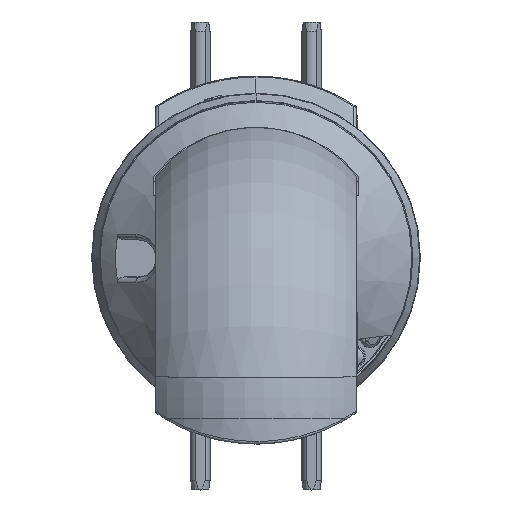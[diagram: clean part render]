
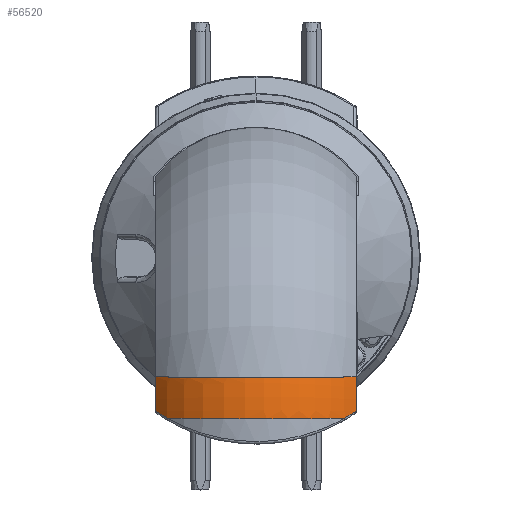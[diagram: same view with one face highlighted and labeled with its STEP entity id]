
A CAD part, front view. The second image highlights one B-rep face of the part: STEP entity #56520.
In plain terms, the highlighted toroidal (fillet/blend) face has major radius 67 mm and minor radius 53 mm.
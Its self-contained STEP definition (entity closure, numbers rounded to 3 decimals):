
#2572 = CARTESIAN_POINT ( 'NONE',  ( 38.445, 103.56, 16.049 ) ) ;
#4462 = CARTESIAN_POINT ( 'NONE',  ( -36.166, 104.38, 0. ) ) ;
#5040 = CARTESIAN_POINT ( 'NONE',  ( -9.913, 117.883, 0. ) ) ;
#5605 = CARTESIAN_POINT ( 'NONE',  ( 16.646, 116.09, 0. ) ) ;
#6180 = CARTESIAN_POINT ( 'NONE',  ( 41.5, 98.51, 0. ) ) ;
#8824 = EDGE_CURVE ( 'NONE', #18286, #64776, #136574, .T. ) ;
#15986 = ORIENTED_EDGE ( 'NONE', *, *, #55189, .T. ) ;
#16947 = DIRECTION ( 'NONE',  ( 0., 0., -1. ) ) ;
#17877 = CARTESIAN_POINT ( 'NONE',  ( -33.927, 106.381, 0. ) ) ;
#18286 = VERTEX_POINT ( 'NONE', #77889 ) ;
#18450 = CARTESIAN_POINT ( 'NONE',  ( -4.997, 118.561, 0. ) ) ;
#19030 = CARTESIAN_POINT ( 'NONE',  ( 21.318, 114.307, 0. ) ) ;
#26362 = EDGE_CURVE ( 'NONE', #64776, #87159, #121430, .T. ) ;
#27807 = EDGE_CURVE ( 'NONE', #114747, #43606, #115495, .T. ) ;
#29006 = AXIS2_PLACEMENT_3D ( 'NONE', #120591, #41147, #54437 ) ;
#29354 = CARTESIAN_POINT ( 'NONE',  ( 40.033, 101.799, 15.083 ) ) ;
#31239 = CARTESIAN_POINT ( 'NONE',  ( -29.97, 109.445, 0. ) ) ;
#31757 = VERTEX_POINT ( 'NONE', #86902 ) ;
#31794 = CARTESIAN_POINT ( 'NONE',  ( -2.009, 118.761, 0. ) ) ;
#32366 = CARTESIAN_POINT ( 'NONE',  ( 26.614, 111.589, 0. ) ) ;
#36553 = CIRCLE ( 'NONE', #165983, 99.966 ) ;
#41147 = DIRECTION ( 'NONE',  ( 1., 0., 0. ) ) ;
#42047 = DIRECTION ( 'NONE',  ( 1., 0., 0. ) ) ;
#43606 = VERTEX_POINT ( 'NONE', #50914 ) ;
#44624 = CARTESIAN_POINT ( 'NONE',  ( -24.896, 112.554, 0. ) ) ;
#45181 = CARTESIAN_POINT ( 'NONE',  ( 2.009, 118.79, 0. ) ) ;
#45753 = CARTESIAN_POINT ( 'NONE',  ( 29.953, 109.423, 0. ) ) ;
#45898 = EDGE_CURVE ( 'NONE', #43606, #31757, #83719, .T. ) ;
#50002 = AXIS2_PLACEMENT_3D ( 'NONE', #153910, #74347, #167237 ) ;
#50908 = CARTESIAN_POINT ( 'NONE',  ( -41.5, 99.925, 14.124 ) ) ;
#50914 = CARTESIAN_POINT ( 'NONE',  ( 41.5, 98.51, 0. ) ) ;
#54218 = ORIENTED_EDGE ( 'NONE', *, *, #26362, .T. ) ;
#54437 = DIRECTION ( 'NONE',  ( 0., 0., -1. ) ) ;
#54592 = CARTESIAN_POINT ( 'NONE',  ( 36.727, 105.212, 17. ) ) ;
#55189 = EDGE_CURVE ( 'NONE', #87159, #31757, #77713, .T. ) ;
#56520 = ADVANCED_FACE ( 'NONE', ( #123864 ), #61608, .T. ) ;
#57974 = CARTESIAN_POINT ( 'NONE',  ( -21.313, 114.278, 0. ) ) ;
#58546 = CARTESIAN_POINT ( 'NONE',  ( 7.944, 118.223, 0. ) ) ;
#59097 = CARTESIAN_POINT ( 'NONE',  ( 32.376, 107.64, 0. ) ) ;
#61608 = TOROIDAL_SURFACE ( 'NONE', #29006, 67., 53. ) ;
#64776 = VERTEX_POINT ( 'NONE', #141351 ) ;
#71287 = CARTESIAN_POINT ( 'NONE',  ( -18.536, 115.418, 0. ) ) ;
#71851 = CARTESIAN_POINT ( 'NONE',  ( 12.804, 117.213, 0. ) ) ;
#72416 = CARTESIAN_POINT ( 'NONE',  ( 36.184, 104.402, 0. ) ) ;
#74347 = DIRECTION ( 'NONE',  ( 1., 0., 0. ) ) ;
#77713 = B_SPLINE_CURVE_WITH_KNOTS ( 'NONE', 3,
 ( #95585, #2572, #29354, #122213 ),
 .UNSPECIFIED., .F., .F.,
 ( 4, 4 ),
 ( 0., 0.008 ),
 .UNSPECIFIED. ) ;
#77889 = CARTESIAN_POINT ( 'NONE',  ( -41.5, 99.925, 14.124 ) ) ;
#79326 = CARTESIAN_POINT ( 'NONE',  ( -40.033, 101.799, 15.083 ) ) ;
#83490 = CARTESIAN_POINT ( 'NONE',  ( -41.5, 98.51, 0. ) ) ;
#83719 = CIRCLE ( 'NONE', #50002, 99.966 ) ;
#84055 = CARTESIAN_POINT ( 'NONE',  ( -36.883, 103.689, 0. ) ) ;
#84645 = CARTESIAN_POINT ( 'NONE',  ( -13.782, 116.987, 0. ) ) ;
#85202 = CARTESIAN_POINT ( 'NONE',  ( 15.688, 116.4, 0. ) ) ;
#85411 = ORIENTED_EDGE ( 'NONE', *, *, #45898, .F. ) ;
#85765 = CARTESIAN_POINT ( 'NONE',  ( 40.274, 100.077, 0. ) ) ;
#86902 = CARTESIAN_POINT ( 'NONE',  ( 41.5, 99.925, 14.124 ) ) ;
#87159 = VERTEX_POINT ( 'NONE', #54592 ) ;
#92694 = CARTESIAN_POINT ( 'NONE',  ( -36.727, 105.212, 17. ) ) ;
#95585 = CARTESIAN_POINT ( 'NONE',  ( 36.727, 105.212, 17. ) ) ;
#96551 = CARTESIAN_POINT ( 'NONE',  ( 0., 67., 17. ) ) ;
#97466 = CARTESIAN_POINT ( 'NONE',  ( -34.689, 105.725, 0. ) ) ;
#98019 = CARTESIAN_POINT ( 'NONE',  ( -7.959, 118.221, 0. ) ) ;
#98606 = CARTESIAN_POINT ( 'NONE',  ( 19.482, 115.081, 0. ) ) ;
#109848 = DIRECTION ( 'NONE',  ( -1., 0., 0. ) ) ;
#110778 = CARTESIAN_POINT ( 'NONE',  ( -31.587, 108.279, 0. ) ) ;
#111355 = CARTESIAN_POINT ( 'NONE',  ( -4.005, 118.646, 0. ) ) ;
#111929 = CARTESIAN_POINT ( 'NONE',  ( 24.884, 112.56, 0. ) ) ;
#114747 = VERTEX_POINT ( 'NONE', #162379 ) ;
#115495 = B_SPLINE_CURVE_WITH_KNOTS ( 'NONE', 3,
 ( #83490, #136889, #163590, #84055, #4462, #97466, #17877, #110778, #31239, #124081, #44624, #137465, #57974, #150868, #71287, #164150, #84645, #5040, #98019, #18450, #111355, #31794, #124632, #45181, #138035, #58546, #151426, #71851, #164730, #85202, #5605, #98606, #19030, #111929, #32366, #125219, #45753, #138605, #59097, #151978, #72416, #165276, #85765, #6180 ),
 .UNSPECIFIED., .F., .F.,
 ( 4, 2, 2, 2, 2, 2, 2, 2, 2, 2, 2, 2, 2, 2, 2, 2, 2, 2, 2, 2, 2, 4 ),
 ( 0.431, 0.437, 0.44, 0.443, 0.449, 0.455, 0.457, 0.46, 0.466, 0.472, 0.475, 0.478, 0.484, 0.49, 0.493, 0.496, 0.502, 0.507, 0.51, 0.513, 0.519, 0.525 ),
 .UNSPECIFIED. ) ;
#120591 = CARTESIAN_POINT ( 'NONE',  ( 0., 0., 17. ) ) ;
#121430 = CIRCLE ( 'NONE', #133677, 53. ) ;
#121477 = CARTESIAN_POINT ( 'NONE',  ( -41.5, 0., 17. ) ) ;
#122213 = CARTESIAN_POINT ( 'NONE',  ( 41.5, 99.925, 14.124 ) ) ;
#123864 = FACE_OUTER_BOUND ( 'NONE', #125629, .T. ) ;
#124081 = CARTESIAN_POINT ( 'NONE',  ( -26.624, 111.583, 0. ) ) ;
#124632 = CARTESIAN_POINT ( 'NONE',  ( -1.004, 118.79, 0. ) ) ;
#125219 = CARTESIAN_POINT ( 'NONE',  ( 29.129, 109.983, 0. ) ) ;
#125629 = EDGE_LOOP ( 'NONE', ( #141901, #155954, #54218, #15986, #85411, #138553 ) ) ;
#133677 = AXIS2_PLACEMENT_3D ( 'NONE', #96551, #16947, #109848 ) ;
#134841 = DIRECTION ( 'NONE',  ( 0., 0., -1. ) ) ;
#136574 = B_SPLINE_CURVE_WITH_KNOTS ( 'NONE', 3,
 ( #50908, #79326, #172192, #92694 ),
 .UNSPECIFIED., .F., .F.,
 ( 4, 4 ),
 ( 0., 0.008 ),
 .UNSPECIFIED. ) ;
#136889 = CARTESIAN_POINT ( 'NONE',  ( -40.277, 100.072, 0. ) ) ;
#137465 = CARTESIAN_POINT ( 'NONE',  ( -22.219, 113.866, 0. ) ) ;
#138035 = CARTESIAN_POINT ( 'NONE',  ( 3.999, 118.675, 0. ) ) ;
#138553 = ORIENTED_EDGE ( 'NONE', *, *, #27807, .F. ) ;
#138605 = CARTESIAN_POINT ( 'NONE',  ( 31.576, 108.252, 0. ) ) ;
#141351 = CARTESIAN_POINT ( 'NONE',  ( -36.727, 105.212, 17. ) ) ;
#141901 = ORIENTED_EDGE ( 'NONE', *, *, #144629, .T. ) ;
#144629 = EDGE_CURVE ( 'NONE', #114747, #18286, #36553, .T. ) ;
#150868 = CARTESIAN_POINT ( 'NONE',  ( -19.472, 115.054, 0. ) ) ;
#151426 = CARTESIAN_POINT ( 'NONE',  ( 9.899, 117.886, 0. ) ) ;
#151978 = CARTESIAN_POINT ( 'NONE',  ( 34.712, 105.743, 0. ) ) ;
#153910 = CARTESIAN_POINT ( 'NONE',  ( 41.5, 0., 17. ) ) ;
#155954 = ORIENTED_EDGE ( 'NONE', *, *, #8824, .T. ) ;
#162379 = CARTESIAN_POINT ( 'NONE',  ( -41.5, 98.51, 0. ) ) ;
#163590 = CARTESIAN_POINT ( 'NONE',  ( -38.97, 101.562, 0. ) ) ;
#164150 = CARTESIAN_POINT ( 'NONE',  ( -15.696, 116.428, 0. ) ) ;
#164730 = CARTESIAN_POINT ( 'NONE',  ( 13.769, 116.961, 0. ) ) ;
#165276 = CARTESIAN_POINT ( 'NONE',  ( 38.965, 101.568, 0. ) ) ;
#165983 = AXIS2_PLACEMENT_3D ( 'NONE', #121477, #42047, #134841 ) ;
#167237 = DIRECTION ( 'NONE',  ( 0., 0., -1. ) ) ;
#172192 = CARTESIAN_POINT ( 'NONE',  ( -38.445, 103.56, 16.049 ) ) ;
